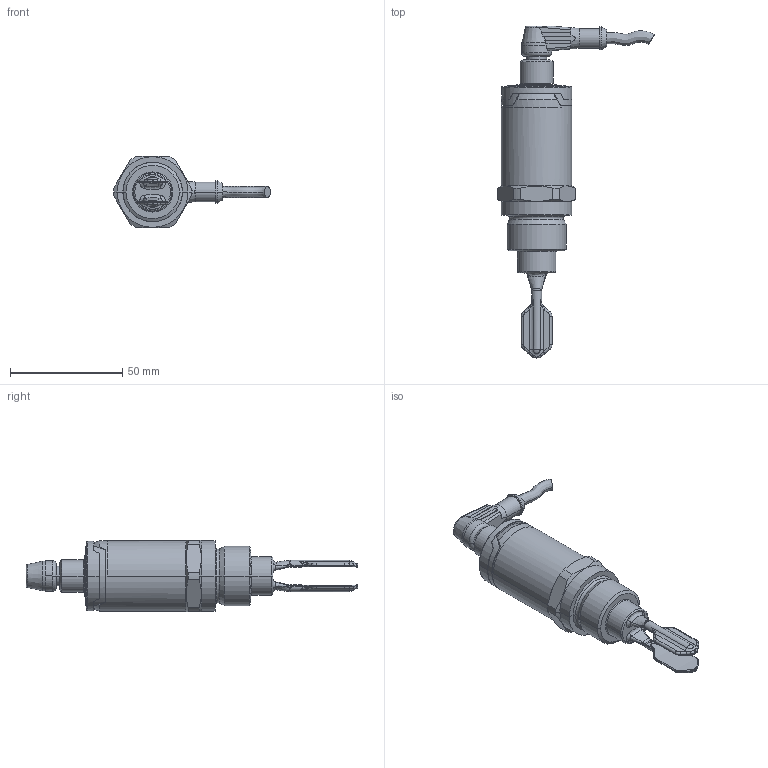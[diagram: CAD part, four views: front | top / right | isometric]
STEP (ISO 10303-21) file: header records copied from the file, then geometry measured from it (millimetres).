
FILE_DESCRIPTION((''),'2;1');
FILE_NAME('DM_CAD-2248_SW0002','2016-03-10T',('Creinig-se'),(''),'PRO/ENGINEER BY PARAMETRIC TECHNOLOGY CORPORATION, 2013050','PRO/ENGINEER BY PARAMETRIC TECHNOLOGY CORPORATION, 2013050','');
FILE_SCHEMA(('CONFIG_CONTROL_DESIGN'));
Length unit declared in the file: millimetre
Products named in the file (1): DM_CAD-2248_SW0002
Bounding box: 70.02 x 148.15 x 31.8 mm (x, y, z)
Volume: 63365.9 mm3; surface area: 15447.7 mm2
Topology: 1 solids, 1 shells, 604 faces, 1588 edges, 999 vertices
Faces by surface type: plane 248, cylinder 122, bspline 115, torus 66, cone 41, sphere 8, extrusion 4
Entity records: 30722 total; most frequent: CARTESIAN_POINT 11887, ORIENTED_EDGE 3162, DIRECTION 2520, EDGE_CURVE 1581, VERTEX_POINT 999, AXIS2_PLACEMENT_3D 911, FILL_AREA_STYLE_COLOUR 722, FILL_AREA_STYLE 722
